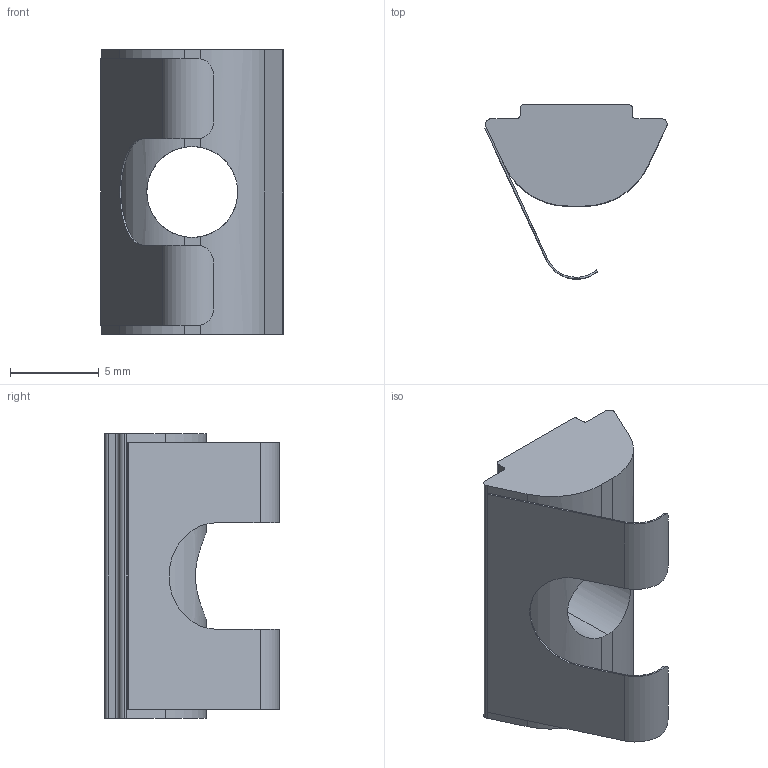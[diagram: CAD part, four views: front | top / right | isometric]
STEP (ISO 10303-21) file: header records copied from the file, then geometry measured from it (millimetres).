
FILE_DESCRIPTION (( 'STEP AP203' ), '1' );
FILE_NAME ('151039.step', '2021-06-03T16:11:33', ( '' ), ( '' ), 'SwSTEP 2.0', 'SolidWorks 2021', '' );
FILE_SCHEMA (( 'CONFIG_CONTROL_DESIGN' ));
Length unit declared in the file: millimetre
Products named in the file (1): 151039
Bounding box: 10.23 x 9.8 x 16 mm (x, y, z)
Volume: 588.3 mm3; surface area: 809.5 mm2
Topology: 2 solids, 2 shells, 41 faces, 114 edges, 76 vertices
Faces by surface type: cylinder 21, plane 20
Entity records: 1517 total; most frequent: CARTESIAN_POINT 366, ORIENTED_EDGE 228, DIRECTION 224, EDGE_CURVE 114, AXIS2_PLACEMENT_3D 78, VERTEX_POINT 76, VECTOR 68, LINE 68
